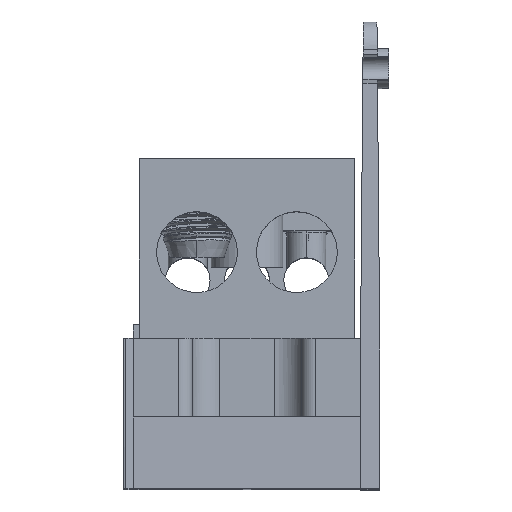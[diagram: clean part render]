
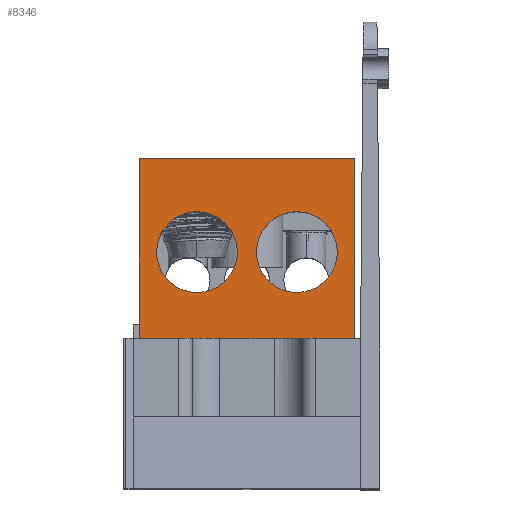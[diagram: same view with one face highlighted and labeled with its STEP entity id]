
A CAD part, top view. The second image highlights one B-rep face of the part: STEP entity #8346.
In plain terms, the highlighted planar face has unit normal (0, 0, -1).
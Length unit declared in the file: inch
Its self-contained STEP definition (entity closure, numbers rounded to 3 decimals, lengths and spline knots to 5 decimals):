
#84 = EDGE_LOOP ( 'NONE', ( #4035, #19099, #7733, #16537 ) ) ;
#387 = ORIENTED_EDGE ( 'NONE', *, *, #14675, .T. ) ;
#498 = CIRCLE ( 'NONE', #10157, 0.28125 ) ;
#1057 = FACE_BOUND ( 'NONE', #18656, .T. ) ;
#1063 = CARTESIAN_POINT ( 'NONE',  ( -0.8167, 2.3, 1.25 ) ) ;
#1347 = DIRECTION ( 'NONE',  ( 0., 0., 1. ) ) ;
#1674 = LINE ( 'NONE', #7644, #15548 ) ;
#2357 = VERTEX_POINT ( 'NONE', #19858 ) ;
#3398 = LINE ( 'NONE', #11040, #14616 ) ;
#4035 = ORIENTED_EDGE ( 'NONE', *, *, #19250, .T. ) ;
#5394 = ORIENTED_EDGE ( 'NONE', *, *, #15557, .T. ) ;
#5555 = FACE_OUTER_BOUND ( 'NONE', #84, .T. ) ;
#5789 = FACE_BOUND ( 'NONE', #11682, .T. ) ;
#6743 = AXIS2_PLACEMENT_3D ( 'NONE', #22352, #22350, #22326 ) ;
#7450 = DIRECTION ( 'NONE',  ( 1., 0., 0. ) ) ;
#7556 = DIRECTION ( 'NONE',  ( 0., -1., 0. ) ) ;
#7613 = CARTESIAN_POINT ( 'NONE',  ( 0.6833, 2.3, 1.25 ) ) ;
#7644 = CARTESIAN_POINT ( 'NONE',  ( -0.8167, 1.675, 1.25 ) ) ;
#7707 = LINE ( 'NONE', #13398, #22972 ) ;
#7733 = ORIENTED_EDGE ( 'NONE', *, *, #16305, .T. ) ;
#7853 = DIRECTION ( 'NONE',  ( -1., 0., 0. ) ) ;
#8284 = CARTESIAN_POINT ( 'NONE',  ( -0.13345, 1.65, 1.25 ) ) ;
#8346 = ADVANCED_FACE ( 'NONE', ( #5555, #5789, #1057 ), #22682, .T. ) ;
#8363 = ORIENTED_EDGE ( 'NONE', *, *, #17717, .T. ) ;
#8696 = CIRCLE ( 'NONE', #17687, 0.28125 ) ;
#8735 = VERTEX_POINT ( 'NONE', #15769 ) ;
#8807 = VERTEX_POINT ( 'NONE', #13178 ) ;
#9688 = EDGE_CURVE ( 'NONE', #20460, #12388, #23492, .T. ) ;
#9874 = AXIS2_PLACEMENT_3D ( 'NONE', #19483, #19325, #18421 ) ;
#10095 = LINE ( 'NONE', #7613, #19019 ) ;
#10157 = AXIS2_PLACEMENT_3D ( 'NONE', #21954, #1347, #12819 ) ;
#11040 = CARTESIAN_POINT ( 'NONE',  ( 0.6833, 1.05, 1.25 ) ) ;
#11682 = EDGE_LOOP ( 'NONE', ( #5394, #8363 ) ) ;
#12004 = ORIENTED_EDGE ( 'NONE', *, *, #9688, .T. ) ;
#12388 = VERTEX_POINT ( 'NONE', #20264 ) ;
#12421 = CARTESIAN_POINT ( 'NONE',  ( 0.6833, 1.05, 1.25 ) ) ;
#12455 = EDGE_CURVE ( 'NONE', #2357, #20220, #3398, .T. ) ;
#12819 = DIRECTION ( 'NONE',  ( 1., 0., 0. ) ) ;
#13178 = CARTESIAN_POINT ( 'NONE',  ( 0.56255, 1.65, 1.25 ) ) ;
#13398 = CARTESIAN_POINT ( 'NONE',  ( 0.6833, 1.05, 1.25 ) ) ;
#13759 = CARTESIAN_POINT ( 'NONE',  ( 0.00005, 1.65, 1.25 ) ) ;
#13804 = CIRCLE ( 'NONE', #9874, 0.28125 ) ;
#14616 = VECTOR ( 'NONE', #24325, 39.37008 ) ;
#14675 = EDGE_CURVE ( 'NONE', #12388, #20460, #498, .T. ) ;
#15463 = DIRECTION ( 'NONE',  ( 1., 0., 0. ) ) ;
#15548 = VECTOR ( 'NONE', #7556, 39.37008 ) ;
#15557 = EDGE_CURVE ( 'NONE', #8807, #18505, #13804, .T. ) ;
#15622 = DIRECTION ( 'NONE',  ( 0., 0., 1. ) ) ;
#15701 = CARTESIAN_POINT ( 'NONE',  ( 0.2813, 1.65, 1.25 ) ) ;
#15769 = CARTESIAN_POINT ( 'NONE',  ( -0.8167, 1.05, 1.25 ) ) ;
#16296 = EDGE_CURVE ( 'NONE', #22700, #8735, #1674, .T. ) ;
#16305 = EDGE_CURVE ( 'NONE', #22700, #2357, #10095, .T. ) ;
#16537 = ORIENTED_EDGE ( 'NONE', *, *, #12455, .T. ) ;
#17687 = AXIS2_PLACEMENT_3D ( 'NONE', #15701, #15622, #15463 ) ;
#17717 = EDGE_CURVE ( 'NONE', #18505, #8807, #8696, .T. ) ;
#18421 = DIRECTION ( 'NONE',  ( 1., 0., 0. ) ) ;
#18505 = VERTEX_POINT ( 'NONE', #13759 ) ;
#18656 = EDGE_LOOP ( 'NONE', ( #12004, #387 ) ) ;
#19019 = VECTOR ( 'NONE', #7450, 39.37008 ) ;
#19099 = ORIENTED_EDGE ( 'NONE', *, *, #16296, .F. ) ;
#19250 = EDGE_CURVE ( 'NONE', #20220, #8735, #7707, .T. ) ;
#19325 = DIRECTION ( 'NONE',  ( 0., 0., 1. ) ) ;
#19483 = CARTESIAN_POINT ( 'NONE',  ( 0.2813, 1.65, 1.25 ) ) ;
#19858 = CARTESIAN_POINT ( 'NONE',  ( 0.6833, 2.3, 1.25 ) ) ;
#20220 = VERTEX_POINT ( 'NONE', #12421 ) ;
#20264 = CARTESIAN_POINT ( 'NONE',  ( -0.69595, 1.65, 1.25 ) ) ;
#20460 = VERTEX_POINT ( 'NONE', #8284 ) ;
#21954 = CARTESIAN_POINT ( 'NONE',  ( -0.4147, 1.65, 1.25 ) ) ;
#22326 = DIRECTION ( 'NONE',  ( -1., 0., 0. ) ) ;
#22350 = DIRECTION ( 'NONE',  ( 0., 0., -1. ) ) ;
#22352 = CARTESIAN_POINT ( 'NONE',  ( 0.6833, 1.05, 1.25 ) ) ;
#22682 = PLANE ( 'NONE',  #6743 ) ;
#22700 = VERTEX_POINT ( 'NONE', #1063 ) ;
#22972 = VECTOR ( 'NONE', #7853, 39.37008 ) ;
#23166 = DIRECTION ( 'NONE',  ( 1., 0., 0. ) ) ;
#23172 = DIRECTION ( 'NONE',  ( 0., 0., 1. ) ) ;
#23196 = CARTESIAN_POINT ( 'NONE',  ( -0.4147, 1.65, 1.25 ) ) ;
#23492 = CIRCLE ( 'NONE', #23684, 0.28125 ) ;
#23684 = AXIS2_PLACEMENT_3D ( 'NONE', #23196, #23172, #23166 ) ;
#24325 = DIRECTION ( 'NONE',  ( 0., -1., 0. ) ) ;
